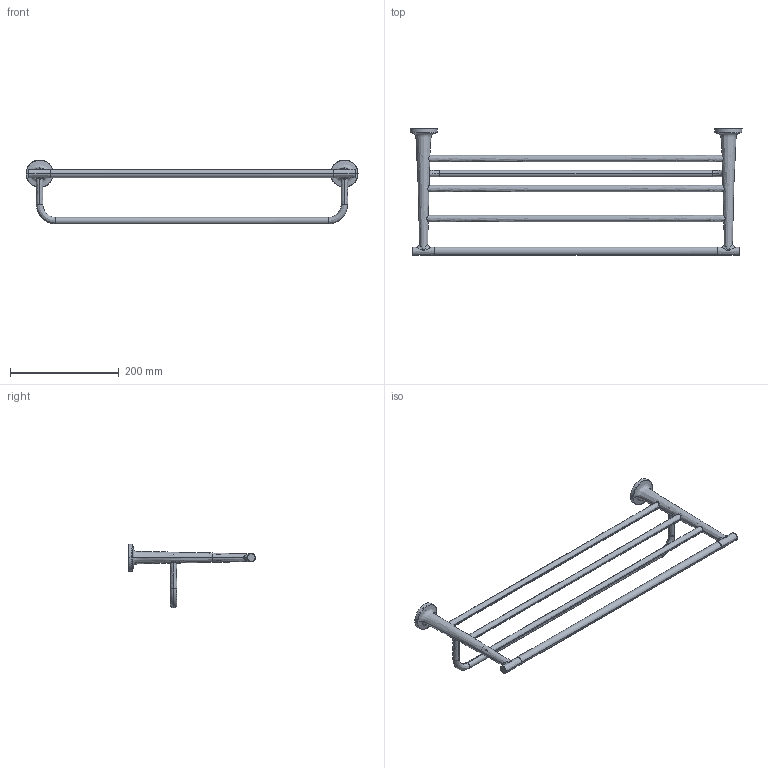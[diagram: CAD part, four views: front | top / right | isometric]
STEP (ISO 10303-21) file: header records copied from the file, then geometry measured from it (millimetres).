
FILE_DESCRIPTION(/* description */ (''),/* implementation_level */ '2;1');
FILE_NAME(/* name */ '009944',/* time_stamp */ '2019-02-13T10:39:02+01:00',/* author */ (''),/* organization */ (''),/* preprocessor_version */ 'ST-DEVELOPER v15',/* originating_system */ '',/* authorisation */ '');
FILE_SCHEMA (('AUTOMOTIVE_DESIGN'));
Length unit declared in the file: millimetre
Products named in the file (1): Document
Bounding box: 609.4 x 232.5 x 117.41 mm (x, y, z)
Volume: 86883.2 mm3; surface area: 271969.7 mm2
Topology: 5 solids, 7 shells, 242 faces, 688 edges, 412 vertices
Faces by surface type: bspline 242
Entity records: 64133 total; most frequent: CARTESIAN_POINT 55736, B_SPLINE_CURVE_WITH_KNOTS 1679, ORIENTED_EDGE 1352, PCURVE 1352, DEFINITIONAL_REPRESENTATION 1352, SURFACE_CURVE 688, EDGE_CURVE 688, VERTEX_POINT 412
